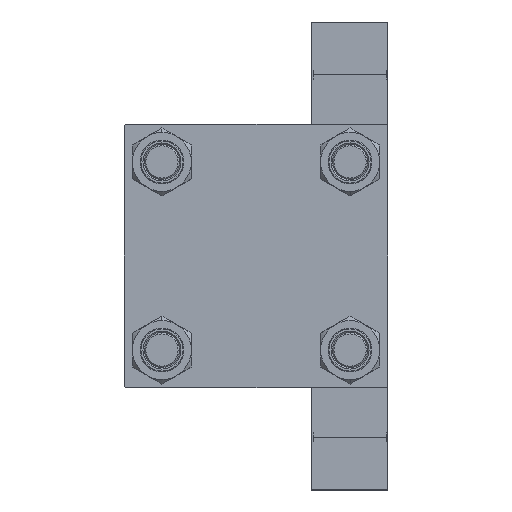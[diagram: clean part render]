
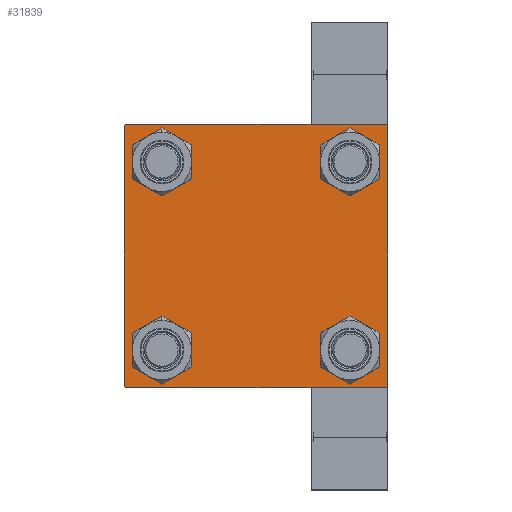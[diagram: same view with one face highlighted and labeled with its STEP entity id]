
A CAD part, left-side view. The second image highlights one B-rep face of the part: STEP entity #31839.
In plain terms, the highlighted planar face has unit normal (-1, 0, 0).
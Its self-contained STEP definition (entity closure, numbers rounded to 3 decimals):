
#59 = VERTEX_POINT ( 'NONE', #17102 ) ;
#492 = EDGE_CURVE ( 'NONE', #59, #13591, #31347, .T. ) ;
#985 = CARTESIAN_POINT ( 'NONE',  ( 0., 45., -44.5 ) ) ;
#1608 = EDGE_LOOP ( 'NONE', ( #15551, #24412, #26857, #44433, #19807, #35361, #44672, #18171 ) ) ;
#1903 = CARTESIAN_POINT ( 'NONE',  ( 0., 45., 44.5 ) ) ;
#2008 = CARTESIAN_POINT ( 'NONE',  ( 0., 44.75, 44.75 ) ) ;
#2481 = EDGE_CURVE ( 'NONE', #13909, #8466, #41355, .T. ) ;
#2498 = CIRCLE ( 'NONE', #8815, 6.5 ) ;
#2522 = CARTESIAN_POINT ( 'NONE',  ( 0., 32.15, 38.65 ) ) ;
#2581 = CARTESIAN_POINT ( 'NONE',  ( 0., 0., 0. ) ) ;
#2884 = EDGE_CURVE ( 'NONE', #14316, #13591, #39233, .T. ) ;
#3585 = VERTEX_POINT ( 'NONE', #23344 ) ;
#4503 = AXIS2_PLACEMENT_3D ( 'NONE', #20758, #6196, #21741 ) ;
#4879 = VERTEX_POINT ( 'NONE', #41706 ) ;
#4936 = DIRECTION ( 'NONE',  ( 0., 0.707, 0.707 ) ) ;
#5020 = DIRECTION ( 'NONE',  ( 0., 0., 1. ) ) ;
#5627 = CARTESIAN_POINT ( 'NONE',  ( 0., 32.15, 32.15 ) ) ;
#5642 = ORIENTED_EDGE ( 'NONE', *, *, #20773, .T. ) ;
#6196 = DIRECTION ( 'NONE',  ( 1., 0., 0. ) ) ;
#6422 = AXIS2_PLACEMENT_3D ( 'NONE', #35133, #24051, #21073 ) ;
#6680 = AXIS2_PLACEMENT_3D ( 'NONE', #8977, #23551, #5020 ) ;
#6865 = CIRCLE ( 'NONE', #4503, 6.5 ) ;
#7210 = CIRCLE ( 'NONE', #6422, 6.5 ) ;
#7584 = CARTESIAN_POINT ( 'NONE',  ( 0., 44.75, -44.75 ) ) ;
#8266 = ORIENTED_EDGE ( 'NONE', *, *, #48071, .T. ) ;
#8466 = VERTEX_POINT ( 'NONE', #35664 ) ;
#8656 = DIRECTION ( 'NONE',  ( 0., -0.707, 0.707 ) ) ;
#8815 = AXIS2_PLACEMENT_3D ( 'NONE', #34950, #42357, #24120 ) ;
#8977 = CARTESIAN_POINT ( 'NONE',  ( 0., 32.15, -32.15 ) ) ;
#9964 = EDGE_CURVE ( 'NONE', #28336, #39543, #7210, .T. ) ;
#11057 = EDGE_CURVE ( 'NONE', #4879, #46661, #2498, .T. ) ;
#11525 = CARTESIAN_POINT ( 'NONE',  ( 0., 44.5, -45. ) ) ;
#11905 = CARTESIAN_POINT ( 'NONE',  ( 0., 32.15, 32.15 ) ) ;
#12087 = EDGE_CURVE ( 'NONE', #25747, #14316, #25399, .T. ) ;
#12299 = CIRCLE ( 'NONE', #46178, 6.5 ) ;
#13120 = DIRECTION ( 'NONE',  ( 0., 0.707, -0.707 ) ) ;
#13267 = DIRECTION ( 'NONE',  ( 0., 0., 1. ) ) ;
#13489 = DIRECTION ( 'NONE',  ( 1., 0., 0. ) ) ;
#13591 = VERTEX_POINT ( 'NONE', #21531 ) ;
#13690 = FACE_OUTER_BOUND ( 'NONE', #1608, .T. ) ;
#13841 = VECTOR ( 'NONE', #4936, 1000. ) ;
#13909 = VERTEX_POINT ( 'NONE', #24397 ) ;
#14316 = VERTEX_POINT ( 'NONE', #29475 ) ;
#14536 = CIRCLE ( 'NONE', #6680, 6.5 ) ;
#14595 = DIRECTION ( 'NONE',  ( 0., 0., -1. ) ) ;
#15551 = ORIENTED_EDGE ( 'NONE', *, *, #46962, .T. ) ;
#16060 = DIRECTION ( 'NONE',  ( 0., 0., -1. ) ) ;
#16773 = ORIENTED_EDGE ( 'NONE', *, *, #11057, .T. ) ;
#16820 = EDGE_CURVE ( 'NONE', #34526, #25747, #40880, .T. ) ;
#17102 = CARTESIAN_POINT ( 'NONE',  ( 0., -45., 44.5 ) ) ;
#17733 = VECTOR ( 'NONE', #8656, 1000. ) ;
#17886 = VERTEX_POINT ( 'NONE', #28120 ) ;
#18171 = ORIENTED_EDGE ( 'NONE', *, *, #26447, .T. ) ;
#19102 = EDGE_CURVE ( 'NONE', #59, #17886, #27157, .T. ) ;
#19807 = ORIENTED_EDGE ( 'NONE', *, *, #492, .F. ) ;
#20758 = CARTESIAN_POINT ( 'NONE',  ( 0., -32.15, 32.15 ) ) ;
#20773 = EDGE_CURVE ( 'NONE', #46661, #4879, #12299, .T. ) ;
#20859 = FACE_BOUND ( 'NONE', #41359, .T. ) ;
#20878 = CIRCLE ( 'NONE', #46088, 6.5 ) ;
#21073 = DIRECTION ( 'NONE',  ( 0., 0., 1. ) ) ;
#21209 = DIRECTION ( 'NONE',  ( 0., -1., 0. ) ) ;
#21288 = ORIENTED_EDGE ( 'NONE', *, *, #2481, .T. ) ;
#21531 = CARTESIAN_POINT ( 'NONE',  ( 0., -45., -44.5 ) ) ;
#21589 = PLANE ( 'NONE',  #41710 ) ;
#21741 = DIRECTION ( 'NONE',  ( 0., 0., 1. ) ) ;
#21909 = CARTESIAN_POINT ( 'NONE',  ( 0., -32.15, 38.65 ) ) ;
#22394 = DIRECTION ( 'NONE',  ( 0., -0.707, -0.707 ) ) ;
#23020 = DIRECTION ( 'NONE',  ( 1., 0., 0. ) ) ;
#23344 = CARTESIAN_POINT ( 'NONE',  ( 0., 44.5, 45. ) ) ;
#23551 = DIRECTION ( 'NONE',  ( 1., 0., 0. ) ) ;
#23970 = CARTESIAN_POINT ( 'NONE',  ( 0., 32.15, 25.65 ) ) ;
#24051 = DIRECTION ( 'NONE',  ( 1., 0., 0. ) ) ;
#24120 = DIRECTION ( 'NONE',  ( 0., 0., 1. ) ) ;
#24201 = CARTESIAN_POINT ( 'NONE',  ( 0., -44.75, 44.75 ) ) ;
#24397 = CARTESIAN_POINT ( 'NONE',  ( 0., 32.15, -38.65 ) ) ;
#24412 = ORIENTED_EDGE ( 'NONE', *, *, #16820, .T. ) ;
#25399 = LINE ( 'NONE', #29812, #29342 ) ;
#25747 = VERTEX_POINT ( 'NONE', #11525 ) ;
#26447 = EDGE_CURVE ( 'NONE', #3585, #48493, #47155, .T. ) ;
#26857 = ORIENTED_EDGE ( 'NONE', *, *, #12087, .T. ) ;
#27157 = LINE ( 'NONE', #24201, #13841 ) ;
#27297 = EDGE_CURVE ( 'NONE', #39543, #28336, #6865, .T. ) ;
#27465 = CARTESIAN_POINT ( 'NONE',  ( 0., -32.15, 25.65 ) ) ;
#27916 = VECTOR ( 'NONE', #14595, 1000. ) ;
#28120 = CARTESIAN_POINT ( 'NONE',  ( 0., -44.5, 45. ) ) ;
#28336 = VERTEX_POINT ( 'NONE', #21909 ) ;
#28535 = DIRECTION ( 'NONE',  ( 0., 0., 1. ) ) ;
#28989 = DIRECTION ( 'NONE',  ( -1., 0., 0. ) ) ;
#29342 = VECTOR ( 'NONE', #21209, 1000. ) ;
#29475 = CARTESIAN_POINT ( 'NONE',  ( 0., -44.5, -45. ) ) ;
#29812 = CARTESIAN_POINT ( 'NONE',  ( 0., 45., -45. ) ) ;
#30325 = VECTOR ( 'NONE', #22394, 1000. ) ;
#30417 = DIRECTION ( 'NONE',  ( 0., 0., 1. ) ) ;
#30910 = CARTESIAN_POINT ( 'NONE',  ( 0., -32.15, -25.65 ) ) ;
#31347 = LINE ( 'NONE', #34555, #39044 ) ;
#31536 = DIRECTION ( 'NONE',  ( 0., 0., 1. ) ) ;
#31828 = CARTESIAN_POINT ( 'NONE',  ( 0., -44.75, -44.75 ) ) ;
#31839 = ADVANCED_FACE ( 'NONE', ( #40074, #20859, #35895, #31952, #13690 ), #21589, .T. ) ;
#31865 = EDGE_LOOP ( 'NONE', ( #36651, #45649 ) ) ;
#31952 = FACE_BOUND ( 'NONE', #41545, .T. ) ;
#31985 = ORIENTED_EDGE ( 'NONE', *, *, #43535, .T. ) ;
#32014 = CARTESIAN_POINT ( 'NONE',  ( 0., 32.15, -32.15 ) ) ;
#32240 = CARTESIAN_POINT ( 'NONE',  ( 0., -32.15, -32.15 ) ) ;
#33196 = VERTEX_POINT ( 'NONE', #23970 ) ;
#33390 = CARTESIAN_POINT ( 'NONE',  ( 0., 45., 45. ) ) ;
#34526 = VERTEX_POINT ( 'NONE', #985 ) ;
#34555 = CARTESIAN_POINT ( 'NONE',  ( 0., -45., 45. ) ) ;
#34950 = CARTESIAN_POINT ( 'NONE',  ( 0., -32.15, -32.15 ) ) ;
#35133 = CARTESIAN_POINT ( 'NONE',  ( 0., -32.15, 32.15 ) ) ;
#35361 = ORIENTED_EDGE ( 'NONE', *, *, #19102, .T. ) ;
#35664 = CARTESIAN_POINT ( 'NONE',  ( 0., 32.15, -25.65 ) ) ;
#35841 = ORIENTED_EDGE ( 'NONE', *, *, #42997, .T. ) ;
#35895 = FACE_BOUND ( 'NONE', #43584, .T. ) ;
#36402 = EDGE_CURVE ( 'NONE', #3585, #17886, #40803, .T. ) ;
#36651 = ORIENTED_EDGE ( 'NONE', *, *, #9964, .T. ) ;
#38962 = AXIS2_PLACEMENT_3D ( 'NONE', #5627, #43373, #31536 ) ;
#39044 = VECTOR ( 'NONE', #16060, 1000. ) ;
#39233 = LINE ( 'NONE', #31828, #17733 ) ;
#39543 = VERTEX_POINT ( 'NONE', #27465 ) ;
#40074 = FACE_BOUND ( 'NONE', #31865, .T. ) ;
#40264 = VECTOR ( 'NONE', #47984, 1000. ) ;
#40491 = CARTESIAN_POINT ( 'NONE',  ( 0., 45., 45. ) ) ;
#40546 = CIRCLE ( 'NONE', #38962, 6.5 ) ;
#40803 = LINE ( 'NONE', #33390, #40264 ) ;
#40880 = LINE ( 'NONE', #7584, #30325 ) ;
#41355 = CIRCLE ( 'NONE', #46096, 6.5 ) ;
#41359 = EDGE_LOOP ( 'NONE', ( #5642, #16773 ) ) ;
#41545 = EDGE_LOOP ( 'NONE', ( #8266, #35841 ) ) ;
#41706 = CARTESIAN_POINT ( 'NONE',  ( 0., -32.15, -38.65 ) ) ;
#41710 = AXIS2_PLACEMENT_3D ( 'NONE', #2581, #28989, #47745 ) ;
#42324 = VECTOR ( 'NONE', #13120, 1000. ) ;
#42357 = DIRECTION ( 'NONE',  ( 1., 0., 0. ) ) ;
#42997 = EDGE_CURVE ( 'NONE', #33196, #47647, #40546, .T. ) ;
#43373 = DIRECTION ( 'NONE',  ( 1., 0., 0. ) ) ;
#43535 = EDGE_CURVE ( 'NONE', #8466, #13909, #14536, .T. ) ;
#43584 = EDGE_LOOP ( 'NONE', ( #31985, #21288 ) ) ;
#44200 = LINE ( 'NONE', #40491, #27916 ) ;
#44433 = ORIENTED_EDGE ( 'NONE', *, *, #2884, .T. ) ;
#44672 = ORIENTED_EDGE ( 'NONE', *, *, #36402, .F. ) ;
#45649 = ORIENTED_EDGE ( 'NONE', *, *, #27297, .T. ) ;
#46088 = AXIS2_PLACEMENT_3D ( 'NONE', #11905, #23020, #30417 ) ;
#46096 = AXIS2_PLACEMENT_3D ( 'NONE', #32014, #47076, #13267 ) ;
#46178 = AXIS2_PLACEMENT_3D ( 'NONE', #32240, #13489, #28535 ) ;
#46661 = VERTEX_POINT ( 'NONE', #30910 ) ;
#46962 = EDGE_CURVE ( 'NONE', #48493, #34526, #44200, .T. ) ;
#47076 = DIRECTION ( 'NONE',  ( 1., 0., 0. ) ) ;
#47155 = LINE ( 'NONE', #2008, #42324 ) ;
#47647 = VERTEX_POINT ( 'NONE', #2522 ) ;
#47745 = DIRECTION ( 'NONE',  ( 0., 0., 1. ) ) ;
#47984 = DIRECTION ( 'NONE',  ( 0., -1., 0. ) ) ;
#48071 = EDGE_CURVE ( 'NONE', #47647, #33196, #20878, .T. ) ;
#48493 = VERTEX_POINT ( 'NONE', #1903 ) ;
